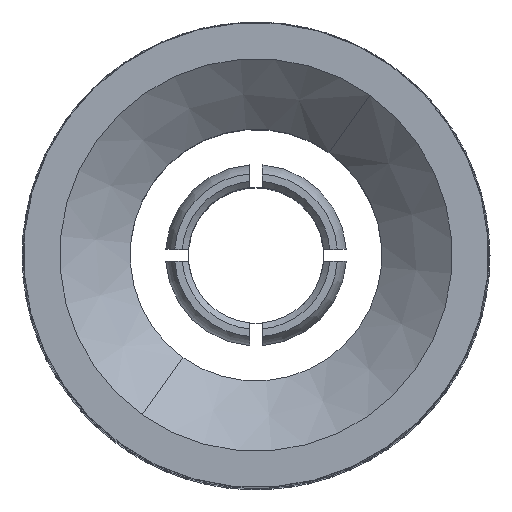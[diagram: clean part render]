
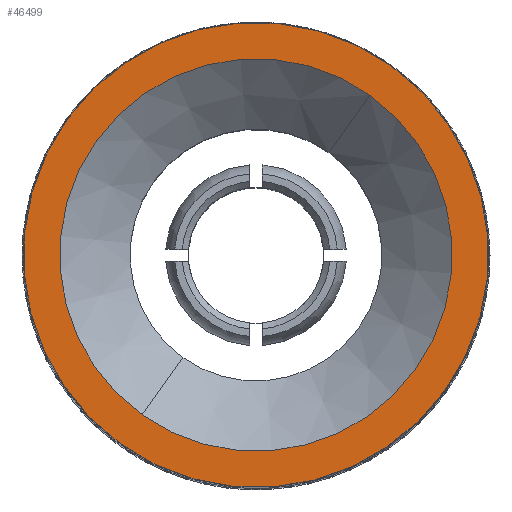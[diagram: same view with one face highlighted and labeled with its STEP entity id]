
A CAD part, top view. The second image highlights one B-rep face of the part: STEP entity #46499.
In plain terms, the highlighted planar face has unit normal (0, 0, 1).
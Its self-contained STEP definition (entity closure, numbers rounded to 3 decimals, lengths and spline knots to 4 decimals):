
#994 = AXIS2_PLACEMENT_3D ( 'NONE', #89447, #97095, #88946 ) ;
#1675 = CARTESIAN_POINT ( 'NONE',  ( 1.8851, 2.6474, 23.25 ) ) ;
#7132 = AXIS2_PLACEMENT_3D ( 'NONE', #98647, #83828, #52215 ) ;
#9610 = CARTESIAN_POINT ( 'NONE',  ( -1.8851, -2.6474, 23.25 ) ) ;
#13644 = VERTEX_POINT ( 'NONE', #36097 ) ;
#16936 = PLANE ( 'NONE',  #46488 ) ;
#20638 = EDGE_CURVE ( 'NONE', #48425, #13644, #76223, .T. ) ;
#22008 = CARTESIAN_POINT ( 'NONE',  ( 0., 0., 23.25 ) ) ;
#22621 = CARTESIAN_POINT ( 'NONE',  ( 0., 0., 23.25 ) ) ;
#22873 = VERTEX_POINT ( 'NONE', #82309 ) ;
#23763 = CIRCLE ( 'NONE', #62888, 3.85 ) ;
#24714 = EDGE_CURVE ( 'NONE', #22873, #78249, #44943, .T. ) ;
#30310 = ORIENTED_EDGE ( 'NONE', *, *, #40707, .F. ) ;
#31698 = FACE_BOUND ( 'NONE', #90477, .T. ) ;
#36097 = CARTESIAN_POINT ( 'NONE',  ( 1.8851, 2.6474, 23.25 ) ) ;
#40707 = EDGE_CURVE ( 'NONE', #78249, #22873, #23763, .T. ) ;
#41818 = ORIENTED_EDGE ( 'NONE', *, *, #20638, .T. ) ;
#43984 = DIRECTION ( 'NONE',  ( 0.58, 0.815, 0. ) ) ;
#44943 = CIRCLE ( 'NONE', #994, 3.85 ) ;
#46488 = AXIS2_PLACEMENT_3D ( 'NONE', #1675, #86359, #48067 ) ;
#46499 = ADVANCED_FACE ( 'NONE', ( #31698, #62349 ), #16936, .T. ) ;
#48067 = DIRECTION ( 'NONE',  ( -0.58, -0.815, 0. ) ) ;
#48425 = VERTEX_POINT ( 'NONE', #9610 ) ;
#51824 = AXIS2_PLACEMENT_3D ( 'NONE', #22008, #66985, #43984 ) ;
#52215 = DIRECTION ( 'NONE',  ( 0.58, 0.815, 0. ) ) ;
#52462 = CARTESIAN_POINT ( 'NONE',  ( -2.2331, -3.1362, 23.25 ) ) ;
#61903 = DIRECTION ( 'NONE',  ( 0.58, 0.815, 0. ) ) ;
#62349 = FACE_OUTER_BOUND ( 'NONE', #62674, .T. ) ;
#62674 = EDGE_LOOP ( 'NONE', ( #71837, #30310 ) ) ;
#62888 = AXIS2_PLACEMENT_3D ( 'NONE', #22621, #100199, #61903 ) ;
#66985 = DIRECTION ( 'NONE',  ( 0., 0., -1. ) ) ;
#71837 = ORIENTED_EDGE ( 'NONE', *, *, #24714, .F. ) ;
#76223 = CIRCLE ( 'NONE', #51824, 3.25 ) ;
#78249 = VERTEX_POINT ( 'NONE', #52462 ) ;
#82309 = CARTESIAN_POINT ( 'NONE',  ( 2.2331, 3.1362, 23.25 ) ) ;
#83828 = DIRECTION ( 'NONE',  ( 0., 0., -1. ) ) ;
#86359 = DIRECTION ( 'NONE',  ( 0., 0., 1. ) ) ;
#88946 = DIRECTION ( 'NONE',  ( 0.58, 0.815, 0. ) ) ;
#89447 = CARTESIAN_POINT ( 'NONE',  ( 0., 0., 23.25 ) ) ;
#90477 = EDGE_LOOP ( 'NONE', ( #41818, #99125 ) ) ;
#95159 = CIRCLE ( 'NONE', #7132, 3.25 ) ;
#96789 = EDGE_CURVE ( 'NONE', #13644, #48425, #95159, .T. ) ;
#97095 = DIRECTION ( 'NONE',  ( 0., 0., -1. ) ) ;
#98647 = CARTESIAN_POINT ( 'NONE',  ( 0., 0., 23.25 ) ) ;
#99125 = ORIENTED_EDGE ( 'NONE', *, *, #96789, .T. ) ;
#100199 = DIRECTION ( 'NONE',  ( 0., 0., -1. ) ) ;
